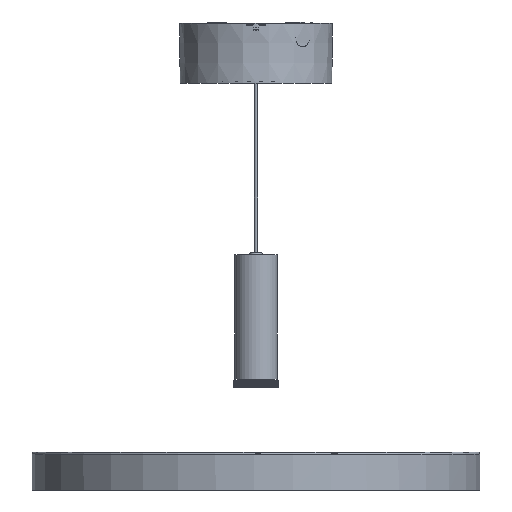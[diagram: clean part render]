
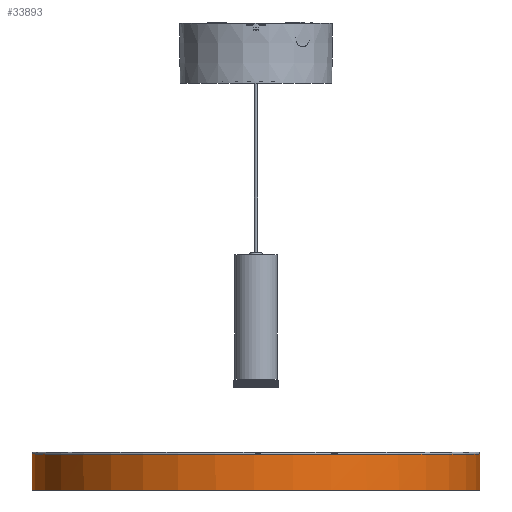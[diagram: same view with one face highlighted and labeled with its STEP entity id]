
A CAD part, front view. The second image highlights one B-rep face of the part: STEP entity #33893.
In plain terms, the highlighted cylindrical face has radius 180 mm (diameter 360 mm), a full revolution.
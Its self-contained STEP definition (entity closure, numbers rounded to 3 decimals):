
#2290=FACE_OUTER_BOUND('',#4501,.T.);
#4501=EDGE_LOOP('',(#24102,#24103,#24104,#24105,#24106));
#6667=CIRCLE('',#36342,180.);
#6668=CIRCLE('',#36343,180.);
#6669=CIRCLE('',#36344,180.);
#9858=LINE('',#61746,#11839);
#11839=VECTOR('',#41343,180.);
#14166=VERTEX_POINT('',#61743);
#14167=VERTEX_POINT('',#61745);
#14168=VERTEX_POINT('',#61747);
#17724=EDGE_CURVE('',#14166,#14166,#6667,.T.);
#17725=EDGE_CURVE('',#14166,#14167,#9858,.T.);
#17726=EDGE_CURVE('',#14168,#14167,#6668,.T.);
#17727=EDGE_CURVE('',#14167,#14168,#6669,.T.);
#24102=ORIENTED_EDGE('',*,*,#17724,.F.);
#24103=ORIENTED_EDGE('',*,*,#17725,.T.);
#24104=ORIENTED_EDGE('',*,*,#17726,.F.);
#24105=ORIENTED_EDGE('',*,*,#17727,.F.);
#24106=ORIENTED_EDGE('',*,*,#17725,.F.);
#32914=CYLINDRICAL_SURFACE('',#36341,180.);
#33893=ADVANCED_FACE('',(#2290),#32914,.T.);
#36341=AXIS2_PLACEMENT_3D('',#61742,#41339,#41340);
#36342=AXIS2_PLACEMENT_3D('',#61744,#41341,#41342);
#36343=AXIS2_PLACEMENT_3D('',#61748,#41344,#41345);
#36344=AXIS2_PLACEMENT_3D('',#61749,#41346,#41347);
#41339=DIRECTION('center_axis',(0.,0.,
-1.));
#41340=DIRECTION('ref_axis',(1.,-0.007,0.));
#41341=DIRECTION('center_axis',(0.,0.,
-1.));
#41342=DIRECTION('ref_axis',(-1.,0.007,0.));
#41343=DIRECTION('',(0.,0.,1.));
#41344=DIRECTION('center_axis',(0.,0.,
1.));
#41345=DIRECTION('ref_axis',(1.,-0.007,0.));
#41346=DIRECTION('center_axis',(0.,0.,
1.));
#41347=DIRECTION('ref_axis',(1.,-0.007,0.));
#61742=CARTESIAN_POINT('Origin',(1.508,178.723,-281.808));
#61743=CARTESIAN_POINT('',(-178.488,179.948,-375.41));
#61744=CARTESIAN_POINT('Origin',(1.508,178.723,-375.41));
#61745=CARTESIAN_POINT('',(-178.488,179.948,-346.811));
#61746=CARTESIAN_POINT('',(-178.488,179.948,-281.808));
#61747=CARTESIAN_POINT('',(-178.476,181.078,-346.811));
#61748=CARTESIAN_POINT('Origin',(1.508,178.723,-346.811));
#61749=CARTESIAN_POINT('Origin',(1.508,178.723,-346.811));
